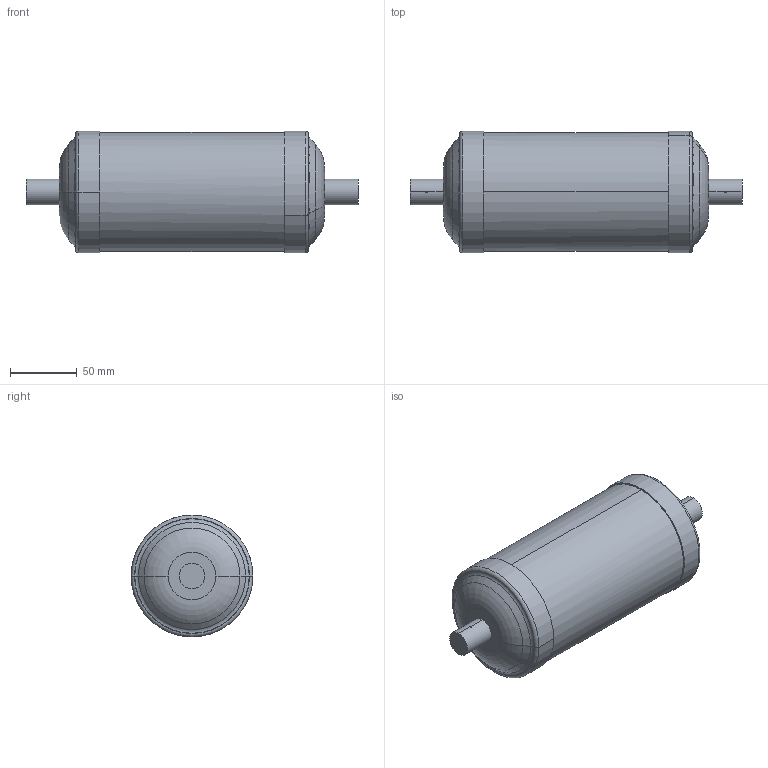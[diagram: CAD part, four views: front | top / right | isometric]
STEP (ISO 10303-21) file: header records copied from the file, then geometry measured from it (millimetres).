
FILE_DESCRIPTION (( 'STEP AP203' ), '1' );
FILE_NAME ('023B7036R - DFL 415s.STEP', '2022-11-11T06:13:45', ( '' ), ( '' ), 'SwSTEP 2.0', 'SolidWorks 2020', '' );
FILE_SCHEMA (( 'CONFIG_CONTROL_DESIGN' ));
Length unit declared in the file: millimetre
Products named in the file (1): 023B7036R - DFL 415s
Bounding box: 248 x 90.9 x 90.9 mm (x, y, z)
Volume: 1191560.5 mm3; surface area: 66330.3 mm2
Topology: 1 solids, 1 shells, 42 faces, 92 edges, 58 vertices
Faces by surface type: torus 16, cylinder 10, plane 8, sphere 4, cone 4
Entity records: 1293 total; most frequent: CARTESIAN_POINT 241, DIRECTION 238, ORIENTED_EDGE 184, AXIS2_PLACEMENT_3D 111, EDGE_CURVE 92, CIRCLE 68, VERTEX_POINT 58, EDGE_LOOP 48
